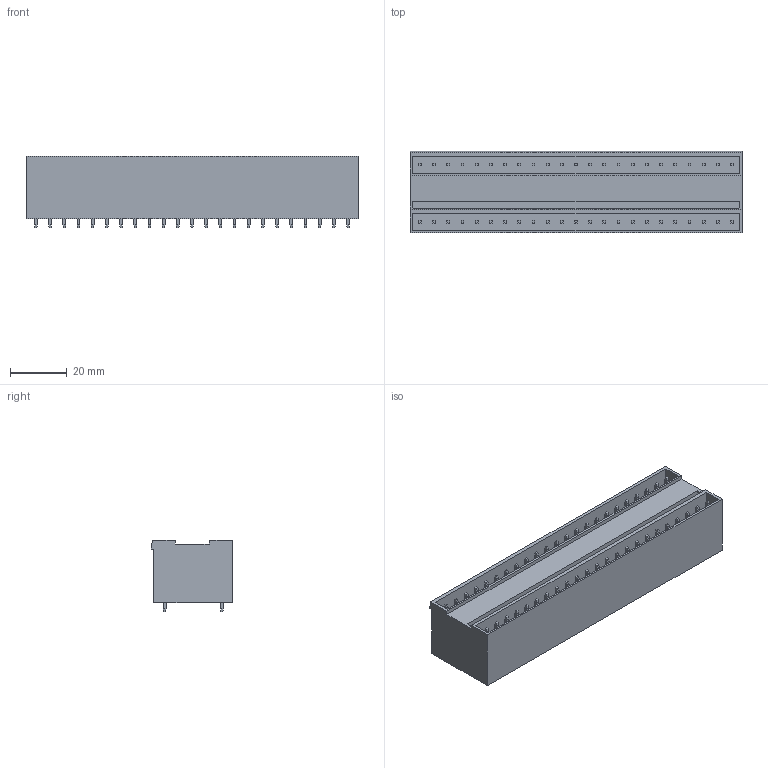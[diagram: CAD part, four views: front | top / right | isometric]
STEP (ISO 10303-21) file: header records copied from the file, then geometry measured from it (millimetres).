
FILE_DESCRIPTION(('CATIA V5 STEP Exchange','CAx-IF Rec.Pracs.--- Model Styling and Organization---1.2---2011-12-15'),'2;1');
FILE_NAME ('D1453516_0_1615020000_1615020000.stp','2018-11-03T03:56:50+00:00',('none'),('Weidmueller'),'CATIA Version 5-6 Release 2014','CATIA V5 STEP AP214','none');
FILE_SCHEMA(('AUTOMOTIVE_DESIGN { 1 0 10303 214 1 1 1 1 }'));
Length unit declared in the file: millimetre
Products named in the file (1): 1615020000
Bounding box: 117 x 28.68 x 25.2 mm (x, y, z)
Volume: 34459.5 mm3; surface area: 31488.1 mm2
Topology: 47 solids, 47 shells, 862 faces, 1930 edges, 1164 vertices
Faces by surface type: plane 862
Entity records: 20024 total; most frequent: ORIENTED_EDGE 3860, CARTESIAN_POINT 3784, DIRECTION 2204, EDGE_CURVE 1930, VECTOR 1562, LINE 1562, VERTEX_POINT 1164, EDGE_LOOP 956
